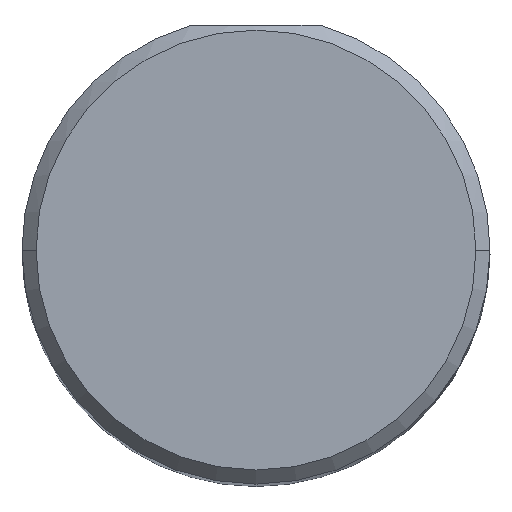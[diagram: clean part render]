
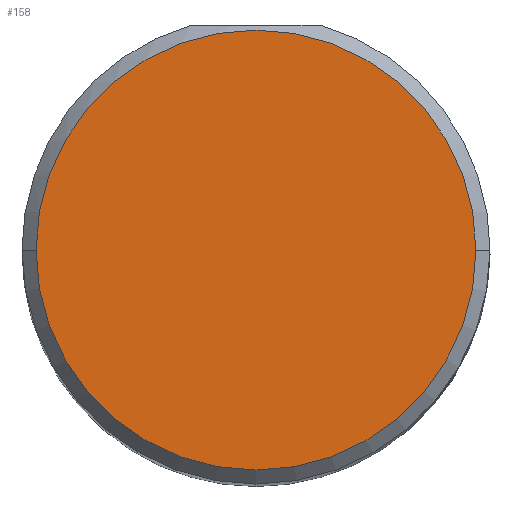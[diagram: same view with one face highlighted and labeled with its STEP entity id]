
A CAD part, top view. The second image highlights one B-rep face of the part: STEP entity #158.
In plain terms, the highlighted planar face has unit normal (0, 0, 1).
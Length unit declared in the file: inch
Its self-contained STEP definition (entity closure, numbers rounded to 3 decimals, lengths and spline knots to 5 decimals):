
#2 = VERTEX_POINT ( 'NONE', #512 ) ;
#56 = EDGE_CURVE ( 'NONE', #318, #2, #509, .T. ) ;
#82 = AXIS2_PLACEMENT_3D ( 'NONE', #255, #121, #381 ) ;
#90 = DIRECTION ( 'NONE',  ( 1., 0., 0. ) ) ;
#121 = DIRECTION ( 'NONE',  ( 0., 0., 1. ) ) ;
#125 = DIRECTION ( 'NONE',  ( 0., 0., 1. ) ) ;
#151 = AXIS2_PLACEMENT_3D ( 'NONE', #425, #538, #90 ) ;
#158 = ADVANCED_FACE ( 'NONE', ( #307 ), #537, .T. ) ;
#255 = CARTESIAN_POINT ( 'NONE',  ( 0., 0., 3. ) ) ;
#307 = FACE_OUTER_BOUND ( 'NONE', #646, .T. ) ;
#313 = ORIENTED_EDGE ( 'NONE', *, *, #56, .T. ) ;
#318 = VERTEX_POINT ( 'NONE', #529 ) ;
#381 = DIRECTION ( 'NONE',  ( 1., 0., 0. ) ) ;
#393 = DIRECTION ( 'NONE',  ( 1., 0., 0. ) ) ;
#425 = CARTESIAN_POINT ( 'NONE',  ( 0., 0., 3. ) ) ;
#441 = CIRCLE ( 'NONE', #535, 0.235 ) ;
#487 = ORIENTED_EDGE ( 'NONE', *, *, #553, .T. ) ;
#508 = CARTESIAN_POINT ( 'NONE',  ( 0., 0., 3. ) ) ;
#509 = CIRCLE ( 'NONE', #151, 0.235 ) ;
#512 = CARTESIAN_POINT ( 'NONE',  ( -0.235, 0., 3. ) ) ;
#529 = CARTESIAN_POINT ( 'NONE',  ( 0.235, 0., 3. ) ) ;
#535 = AXIS2_PLACEMENT_3D ( 'NONE', #508, #125, #393 ) ;
#537 = PLANE ( 'NONE',  #82 ) ;
#538 = DIRECTION ( 'NONE',  ( 0., 0., 1. ) ) ;
#553 = EDGE_CURVE ( 'NONE', #2, #318, #441, .T. ) ;
#646 = EDGE_LOOP ( 'NONE', ( #487, #313 ) ) ;
